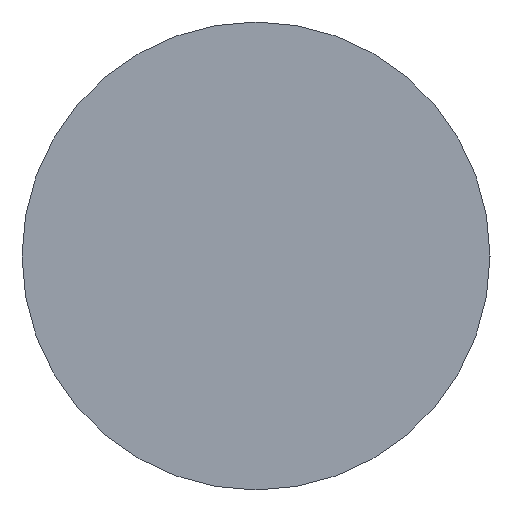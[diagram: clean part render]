
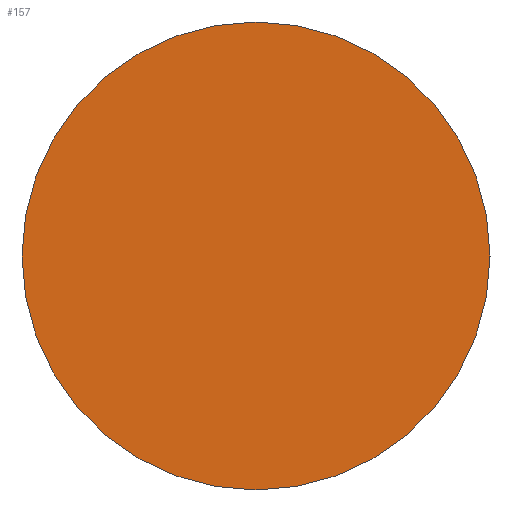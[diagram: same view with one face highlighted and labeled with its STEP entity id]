
A CAD part, left-side view. The second image highlights one B-rep face of the part: STEP entity #157.
In plain terms, the highlighted planar face has unit normal (-1, 0, 0).
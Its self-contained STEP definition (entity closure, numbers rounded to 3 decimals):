
#21 = ORIENTED_EDGE ( 'NONE', *, *, #56, .T. ) ;
#30 = CARTESIAN_POINT ( 'NONE',  ( 448.403, 47.447, 25. ) ) ;
#35 = FACE_OUTER_BOUND ( 'NONE', #138, .T. ) ;
#40 = AXIS2_PLACEMENT_3D ( 'NONE', #120, #144, #180 ) ;
#43 = CARTESIAN_POINT ( 'NONE',  ( 448.403, 47.447, 0. ) ) ;
#44 = DIRECTION ( 'NONE',  ( 0., 0., 1. ) ) ;
#45 = CIRCLE ( 'NONE', #51, 25. ) ;
#51 = AXIS2_PLACEMENT_3D ( 'NONE', #43, #145, #44 ) ;
#56 = EDGE_CURVE ( 'NONE', #178, #65, #45, .T. ) ;
#57 = DIRECTION ( 'NONE',  ( 0., 0., -1. ) ) ;
#59 = EDGE_CURVE ( 'NONE', #65, #178, #93, .T. ) ;
#63 = ORIENTED_EDGE ( 'NONE', *, *, #59, .T. ) ;
#65 = VERTEX_POINT ( 'NONE', #109 ) ;
#83 = DIRECTION ( 'NONE',  ( 1., 0., 0. ) ) ;
#93 = CIRCLE ( 'NONE', #40, 25. ) ;
#105 = PLANE ( 'NONE',  #146 ) ;
#109 = CARTESIAN_POINT ( 'NONE',  ( 448.403, 47.447, -25. ) ) ;
#120 = CARTESIAN_POINT ( 'NONE',  ( 448.403, 47.447, 0. ) ) ;
#138 = EDGE_LOOP ( 'NONE', ( #21, #63 ) ) ;
#144 = DIRECTION ( 'NONE',  ( -1., 0., 0. ) ) ;
#145 = DIRECTION ( 'NONE',  ( -1., 0., 0. ) ) ;
#146 = AXIS2_PLACEMENT_3D ( 'NONE', #169, #83, #57 ) ;
#157 = ADVANCED_FACE ( 'NONE', ( #35 ), #105, .F. ) ;
#169 = CARTESIAN_POINT ( 'NONE',  ( 448.403, 47.447, 0. ) ) ;
#178 = VERTEX_POINT ( 'NONE', #30 ) ;
#180 = DIRECTION ( 'NONE',  ( 0., 0., 1. ) ) ;
